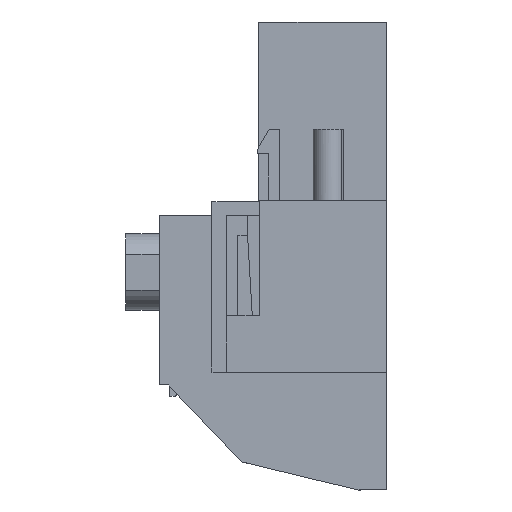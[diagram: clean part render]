
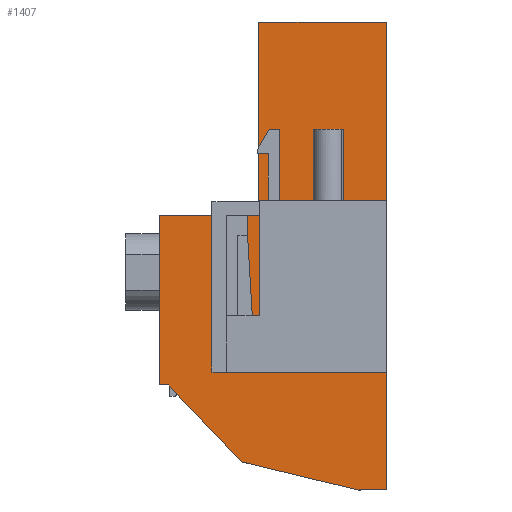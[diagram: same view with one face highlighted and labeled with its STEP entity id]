
A CAD part, left-side view. The second image highlights one B-rep face of the part: STEP entity #1407.
In plain terms, the highlighted planar face has unit normal (-1, 0, 0).
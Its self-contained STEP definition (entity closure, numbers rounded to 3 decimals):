
#1331=AXIS2_PLACEMENT_3D('Plane Axis2P3D',#1328,#1329,#1330) ;
#180=CARTESIAN_POINT('Vertex',(7.62,0.,0.)) ;
#183=CARTESIAN_POINT('Line Origine',(7.62,1.25,0.)) ;
#187=CARTESIAN_POINT('Vertex',(7.62,2.5,0.)) ;
#444=CARTESIAN_POINT('Line Origine',(7.62,7.675,1.25)) ;
#448=CARTESIAN_POINT('Vertex',(7.62,12.85,2.5)) ;
#678=CARTESIAN_POINT('Vertex',(7.62,0.,41.45)) ;
#681=CARTESIAN_POINT('Line Origine',(7.62,0.,33.55)) ;
#685=CARTESIAN_POINT('Vertex',(7.62,0.,25.65)) ;
#692=CARTESIAN_POINT('Vertex',(7.62,0.,12.13)) ;
#695=CARTESIAN_POINT('Line Origine',(7.62,0.,6.065)) ;
#1328=CARTESIAN_POINT('Axis2P3D Location',(7.62,0.,41.45)) ;
#1333=CARTESIAN_POINT('Line Origine',(7.62,5.625,12.13)) ;
#1337=CARTESIAN_POINT('Vertex',(7.62,11.25,12.13)) ;
#1340=CARTESIAN_POINT('Line Origine',(7.62,11.25,18.89)) ;
#1344=CARTESIAN_POINT('Vertex',(7.62,11.25,25.65)) ;
#1347=CARTESIAN_POINT('Line Origine',(7.62,5.625,25.65)) ;
#1352=CARTESIAN_POINT('Line Origine',(7.62,5.65,41.45)) ;
#1356=CARTESIAN_POINT('Vertex',(7.62,11.3,41.45)) ;
#1359=CARTESIAN_POINT('Line Origine',(7.62,11.3,32.875)) ;
#1363=CARTESIAN_POINT('Vertex',(7.62,11.3,24.3)) ;
#1366=CARTESIAN_POINT('Line Origine',(7.62,15.7,24.3)) ;
#1370=CARTESIAN_POINT('Vertex',(7.62,20.1,24.3)) ;
#1373=CARTESIAN_POINT('Line Origine',(7.62,20.1,16.8)) ;
#1377=CARTESIAN_POINT('Vertex',(7.62,20.1,9.3)) ;
#1380=CARTESIAN_POINT('Line Origine',(7.62,19.7,9.3)) ;
#1384=CARTESIAN_POINT('Vertex',(7.62,19.3,9.3)) ;
#1387=CARTESIAN_POINT('Line Origine',(7.62,16.075,5.9)) ;
#184=DIRECTION('Vector Direction',(0.,-1.,0.)) ;
#445=DIRECTION('Vector Direction',(0.,-0.972,-0.235)) ;
#682=DIRECTION('Vector Direction',(0.,0.,-1.)) ;
#696=DIRECTION('Vector Direction',(0.,0.,-1.)) ;
#1329=DIRECTION('Axis2P3D Direction',(1.,0.,0.)) ;
#1330=DIRECTION('Axis2P3D XDirection',(0.,0.,-1.)) ;
#1334=DIRECTION('Vector Direction',(0.,-1.,0.)) ;
#1341=DIRECTION('Vector Direction',(0.,0.,-1.)) ;
#1348=DIRECTION('Vector Direction',(0.,1.,0.)) ;
#1353=DIRECTION('Vector Direction',(0.,-1.,0.)) ;
#1360=DIRECTION('Vector Direction',(0.,0.,-1.)) ;
#1367=DIRECTION('Vector Direction',(0.,-1.,0.)) ;
#1374=DIRECTION('Vector Direction',(0.,0.,-1.)) ;
#1381=DIRECTION('Vector Direction',(0.,-1.,0.)) ;
#1388=DIRECTION('Vector Direction',(0.,-0.688,-0.726)) ;
#185=VECTOR('Line Direction',#184,1.) ;
#446=VECTOR('Line Direction',#445,1.) ;
#683=VECTOR('Line Direction',#682,1.) ;
#697=VECTOR('Line Direction',#696,1.) ;
#1335=VECTOR('Line Direction',#1334,1.) ;
#1342=VECTOR('Line Direction',#1341,1.) ;
#1349=VECTOR('Line Direction',#1348,1.) ;
#1354=VECTOR('Line Direction',#1353,1.) ;
#1361=VECTOR('Line Direction',#1360,1.) ;
#1368=VECTOR('Line Direction',#1367,1.) ;
#1375=VECTOR('Line Direction',#1374,1.) ;
#1382=VECTOR('Line Direction',#1381,1.) ;
#1389=VECTOR('Line Direction',#1388,1.) ;
#1393=ORIENTED_EDGE('',*,*,#1339,.F.) ;
#1394=ORIENTED_EDGE('',*,*,#1346,.F.) ;
#1395=ORIENTED_EDGE('',*,*,#1351,.F.) ;
#1396=ORIENTED_EDGE('',*,*,#687,.F.) ;
#1397=ORIENTED_EDGE('',*,*,#1358,.F.) ;
#1398=ORIENTED_EDGE('',*,*,#1365,.T.) ;
#1399=ORIENTED_EDGE('',*,*,#1372,.F.) ;
#1400=ORIENTED_EDGE('',*,*,#1379,.F.) ;
#1401=ORIENTED_EDGE('',*,*,#1386,.F.) ;
#1402=ORIENTED_EDGE('',*,*,#1391,.F.) ;
#1403=ORIENTED_EDGE('',*,*,#450,.F.) ;
#1404=ORIENTED_EDGE('',*,*,#189,.F.) ;
#1405=ORIENTED_EDGE('',*,*,#699,.F.) ;
#1407=ADVANCED_FACE('HOUSING',(#1406),#1332,.F.) ;
#189=EDGE_CURVE('',#181,#188,#186,.F.) ;
#450=EDGE_CURVE('',#188,#449,#447,.F.) ;
#687=EDGE_CURVE('',#679,#686,#684,.T.) ;
#699=EDGE_CURVE('',#693,#181,#698,.T.) ;
#1339=EDGE_CURVE('',#1338,#693,#1336,.T.) ;
#1346=EDGE_CURVE('',#1345,#1338,#1343,.T.) ;
#1351=EDGE_CURVE('',#686,#1345,#1350,.T.) ;
#1358=EDGE_CURVE('',#1357,#679,#1355,.T.) ;
#1365=EDGE_CURVE('',#1357,#1364,#1362,.T.) ;
#1372=EDGE_CURVE('',#1371,#1364,#1369,.T.) ;
#1379=EDGE_CURVE('',#1378,#1371,#1376,.F.) ;
#1386=EDGE_CURVE('',#1385,#1378,#1383,.F.) ;
#1391=EDGE_CURVE('',#449,#1385,#1390,.F.) ;
#1392=EDGE_LOOP('',(#1393,#1394,#1395,#1396,#1397,#1398,#1399,#1400,#1401,#1402,#1403,#1404,#1405)) ;
#1406=FACE_OUTER_BOUND('',#1392,.T.) ;
#186=LINE('Line',#183,#185) ;
#447=LINE('Line',#444,#446) ;
#684=LINE('Line',#681,#683) ;
#698=LINE('Line',#695,#697) ;
#1336=LINE('Line',#1333,#1335) ;
#1343=LINE('Line',#1340,#1342) ;
#1350=LINE('Line',#1347,#1349) ;
#1355=LINE('Line',#1352,#1354) ;
#1362=LINE('Line',#1359,#1361) ;
#1369=LINE('Line',#1366,#1368) ;
#1376=LINE('Line',#1373,#1375) ;
#1383=LINE('Line',#1380,#1382) ;
#1390=LINE('Line',#1387,#1389) ;
#1332=PLANE('',#1331) ;
#181=VERTEX_POINT('',#180) ;
#188=VERTEX_POINT('',#187) ;
#449=VERTEX_POINT('',#448) ;
#679=VERTEX_POINT('',#678) ;
#686=VERTEX_POINT('',#685) ;
#693=VERTEX_POINT('',#692) ;
#1338=VERTEX_POINT('',#1337) ;
#1345=VERTEX_POINT('',#1344) ;
#1357=VERTEX_POINT('',#1356) ;
#1364=VERTEX_POINT('',#1363) ;
#1371=VERTEX_POINT('',#1370) ;
#1378=VERTEX_POINT('',#1377) ;
#1385=VERTEX_POINT('',#1384) ;
